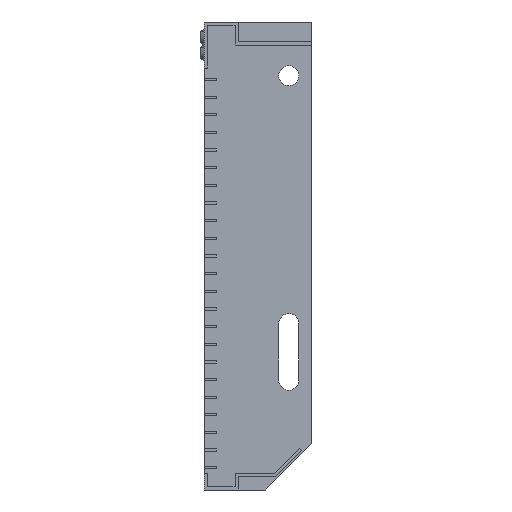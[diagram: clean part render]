
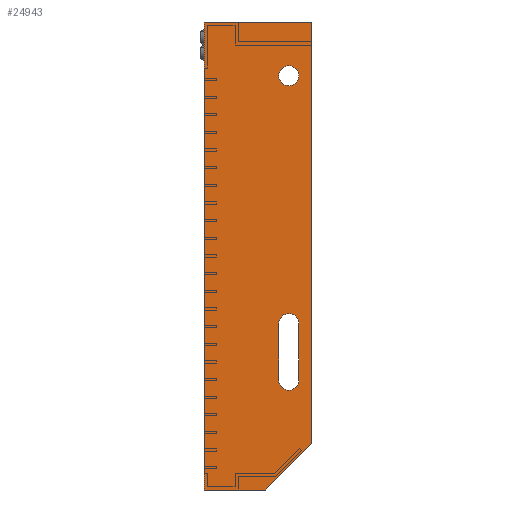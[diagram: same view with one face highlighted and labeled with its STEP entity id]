
A CAD part, left-side view. The second image highlights one B-rep face of the part: STEP entity #24943.
In plain terms, the highlighted planar face has unit normal (-1, 0, 0).
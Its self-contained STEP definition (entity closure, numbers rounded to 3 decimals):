
#246 = VERTEX_POINT ( 'NONE', #13461 ) ;
#763 = LINE ( 'NONE', #13540, #30501 ) ;
#1213 = EDGE_CURVE ( 'NONE', #23335, #19020, #15030, .T. ) ;
#1296 = CARTESIAN_POINT ( 'NONE',  ( -500., 70., 0. ) ) ;
#1342 = LINE ( 'NONE', #19893, #26237 ) ;
#1418 = CARTESIAN_POINT ( 'NONE',  ( -500., 70., 0. ) ) ;
#1422 = CARTESIAN_POINT ( 'NONE',  ( -500., 15., -35. ) ) ;
#1431 = VERTEX_POINT ( 'NONE', #1296 ) ;
#1610 = DIRECTION ( 'NONE',  ( 1., 0., 0. ) ) ;
#2246 = EDGE_CURVE ( 'NONE', #33762, #16853, #5322, .T. ) ;
#2763 = ORIENTED_EDGE ( 'NONE', *, *, #17431, .F. ) ;
#3237 = FACE_BOUND ( 'NONE', #34923, .T. ) ;
#3624 = VERTEX_POINT ( 'NONE', #26189 ) ;
#3778 = EDGE_CURVE ( 'NONE', #19020, #23335, #31432, .T. ) ;
#4733 = DIRECTION ( 'NONE',  ( 0., 0., 1. ) ) ;
#4883 = VECTOR ( 'NONE', #23222, 1000. ) ;
#4976 = ORIENTED_EDGE ( 'NONE', *, *, #2246, .T. ) ;
#5322 = LINE ( 'NONE', #12613, #26726 ) ;
#5806 = ORIENTED_EDGE ( 'NONE', *, *, #26884, .T. ) ;
#5928 = CARTESIAN_POINT ( 'NONE',  ( -500., 70., -305. ) ) ;
#6164 = VERTEX_POINT ( 'NONE', #14706 ) ;
#6992 = CIRCLE ( 'NONE', #20309, 6.5 ) ;
#7024 = CARTESIAN_POINT ( 'NONE',  ( -500., 0., 0. ) ) ;
#7129 = DIRECTION ( 'NONE',  ( 0., 0., 1. ) ) ;
#7265 = DIRECTION ( 'NONE',  ( 0., 0., -1. ) ) ;
#7343 = CARTESIAN_POINT ( 'NONE',  ( -500., 0., 0. ) ) ;
#7694 = VERTEX_POINT ( 'NONE', #7024 ) ;
#8391 = LINE ( 'NONE', #25745, #4883 ) ;
#9359 = EDGE_CURVE ( 'NONE', #16853, #246, #19086, .T. ) ;
#10235 = ORIENTED_EDGE ( 'NONE', *, *, #34726, .F. ) ;
#10307 = EDGE_CURVE ( 'NONE', #1431, #7694, #18164, .T. ) ;
#10312 = CARTESIAN_POINT ( 'NONE',  ( -500., 15., -196.5 ) ) ;
#10597 = DIRECTION ( 'NONE',  ( 0., 0.707, -0.707 ) ) ;
#11045 = ORIENTED_EDGE ( 'NONE', *, *, #1213, .T. ) ;
#12575 = ORIENTED_EDGE ( 'NONE', *, *, #9359, .T. ) ;
#12613 = CARTESIAN_POINT ( 'NONE',  ( -500., 21.5, -233.5 ) ) ;
#12714 = CARTESIAN_POINT ( 'NONE',  ( -500., 15., -35. ) ) ;
#12753 = DIRECTION ( 'NONE',  ( 1., 0., 0. ) ) ;
#13034 = CARTESIAN_POINT ( 'NONE',  ( -500., 15., -240. ) ) ;
#13182 = CARTESIAN_POINT ( 'NONE',  ( -500., 15., -41.5 ) ) ;
#13381 = DIRECTION ( 'NONE',  ( 1., 0., 0. ) ) ;
#13461 = CARTESIAN_POINT ( 'NONE',  ( -500., 8.5, -196.5 ) ) ;
#13518 = EDGE_CURVE ( 'NONE', #7694, #25289, #8391, .T. ) ;
#13540 = CARTESIAN_POINT ( 'NONE',  ( -500., 30., -305. ) ) ;
#13677 = VERTEX_POINT ( 'NONE', #13034 ) ;
#13716 = AXIS2_PLACEMENT_3D ( 'NONE', #1422, #15258, #21142 ) ;
#13991 = LINE ( 'NONE', #1418, #27551 ) ;
#14099 = VERTEX_POINT ( 'NONE', #28241 ) ;
#14155 = ORIENTED_EDGE ( 'NONE', *, *, #3778, .T. ) ;
#14706 = CARTESIAN_POINT ( 'NONE',  ( -500., 8.5, -233.5 ) ) ;
#15030 = CIRCLE ( 'NONE', #13716, 6.5 ) ;
#15226 = CARTESIAN_POINT ( 'NONE',  ( -500., 15., -233.5 ) ) ;
#15227 = ORIENTED_EDGE ( 'NONE', *, *, #20297, .F. ) ;
#15258 = DIRECTION ( 'NONE',  ( 1., 0., 0. ) ) ;
#15652 = CARTESIAN_POINT ( 'NONE',  ( -500., 21.5, -196.5 ) ) ;
#16302 = ORIENTED_EDGE ( 'NONE', *, *, #33702, .T. ) ;
#16853 = VERTEX_POINT ( 'NONE', #15652 ) ;
#16937 = AXIS2_PLACEMENT_3D ( 'NONE', #12714, #1610, #29686 ) ;
#17431 = EDGE_CURVE ( 'NONE', #14099, #3624, #25455, .T. ) ;
#17646 = VECTOR ( 'NONE', #19625, 1000. ) ;
#18164 = LINE ( 'NONE', #22680, #29497 ) ;
#18534 = DIRECTION ( 'NONE',  ( 0., 0., -1. ) ) ;
#19020 = VERTEX_POINT ( 'NONE', #23074 ) ;
#19086 = CIRCLE ( 'NONE', #29626, 6.5 ) ;
#19612 = DIRECTION ( 'NONE',  ( 0., -1., 0. ) ) ;
#19625 = DIRECTION ( 'NONE',  ( 0., 1., 0. ) ) ;
#19893 = CARTESIAN_POINT ( 'NONE',  ( -500., 8.5, -196.5 ) ) ;
#20018 = DIRECTION ( 'NONE',  ( 0., 0., -1. ) ) ;
#20250 = AXIS2_PLACEMENT_3D ( 'NONE', #7343, #32463, #35268 ) ;
#20297 = EDGE_CURVE ( 'NONE', #3624, #1431, #13991, .T. ) ;
#20309 = AXIS2_PLACEMENT_3D ( 'NONE', #21485, #35551, #33004 ) ;
#21142 = DIRECTION ( 'NONE',  ( 0., 0., -1. ) ) ;
#21155 = ORIENTED_EDGE ( 'NONE', *, *, #13518, .F. ) ;
#21485 = CARTESIAN_POINT ( 'NONE',  ( -500., 15., -233.5 ) ) ;
#22619 = CARTESIAN_POINT ( 'NONE',  ( -500., 0., -275. ) ) ;
#22680 = CARTESIAN_POINT ( 'NONE',  ( -500., 0., 0. ) ) ;
#22762 = EDGE_LOOP ( 'NONE', ( #21155, #25686, #15227, #2763, #10235 ) ) ;
#23074 = CARTESIAN_POINT ( 'NONE',  ( -500., 15., -28.5 ) ) ;
#23222 = DIRECTION ( 'NONE',  ( 0., 0., -1. ) ) ;
#23335 = VERTEX_POINT ( 'NONE', #13182 ) ;
#23410 = FACE_BOUND ( 'NONE', #28558, .T. ) ;
#23878 = ORIENTED_EDGE ( 'NONE', *, *, #32614, .T. ) ;
#24093 = PLANE ( 'NONE',  #20250 ) ;
#24943 = ADVANCED_FACE ( 'NONE', ( #3237, #23410, #32057 ), #24093, .F. ) ;
#25289 = VERTEX_POINT ( 'NONE', #22619 ) ;
#25455 = LINE ( 'NONE', #5928, #17646 ) ;
#25686 = ORIENTED_EDGE ( 'NONE', *, *, #10307, .F. ) ;
#25745 = CARTESIAN_POINT ( 'NONE',  ( -500., 0., -275. ) ) ;
#26189 = CARTESIAN_POINT ( 'NONE',  ( -500., 70., -305. ) ) ;
#26237 = VECTOR ( 'NONE', #20018, 1000. ) ;
#26726 = VECTOR ( 'NONE', #7129, 1000. ) ;
#26884 = EDGE_CURVE ( 'NONE', #246, #6164, #1342, .T. ) ;
#27536 = CARTESIAN_POINT ( 'NONE',  ( -500., 21.5, -233.5 ) ) ;
#27551 = VECTOR ( 'NONE', #4733, 1000. ) ;
#28241 = CARTESIAN_POINT ( 'NONE',  ( -500., 30., -305. ) ) ;
#28558 = EDGE_LOOP ( 'NONE', ( #11045, #14155 ) ) ;
#29497 = VECTOR ( 'NONE', #19612, 1000. ) ;
#29626 = AXIS2_PLACEMENT_3D ( 'NONE', #10312, #13381, #18534 ) ;
#29686 = DIRECTION ( 'NONE',  ( 0., 0., -1. ) ) ;
#30501 = VECTOR ( 'NONE', #10597, 1000. ) ;
#31432 = CIRCLE ( 'NONE', #16937, 6.5 ) ;
#32057 = FACE_OUTER_BOUND ( 'NONE', #22762, .T. ) ;
#32463 = DIRECTION ( 'NONE',  ( 1., 0., 0. ) ) ;
#32614 = EDGE_CURVE ( 'NONE', #6164, #13677, #34473, .T. ) ;
#33004 = DIRECTION ( 'NONE',  ( 0., 0., -1. ) ) ;
#33702 = EDGE_CURVE ( 'NONE', #13677, #33762, #6992, .T. ) ;
#33762 = VERTEX_POINT ( 'NONE', #27536 ) ;
#34473 = CIRCLE ( 'NONE', #35235, 6.5 ) ;
#34726 = EDGE_CURVE ( 'NONE', #25289, #14099, #763, .T. ) ;
#34923 = EDGE_LOOP ( 'NONE', ( #5806, #23878, #16302, #4976, #12575 ) ) ;
#35235 = AXIS2_PLACEMENT_3D ( 'NONE', #15226, #12753, #7265 ) ;
#35268 = DIRECTION ( 'NONE',  ( 0., 0., 1. ) ) ;
#35551 = DIRECTION ( 'NONE',  ( 1., 0., 0. ) ) ;
